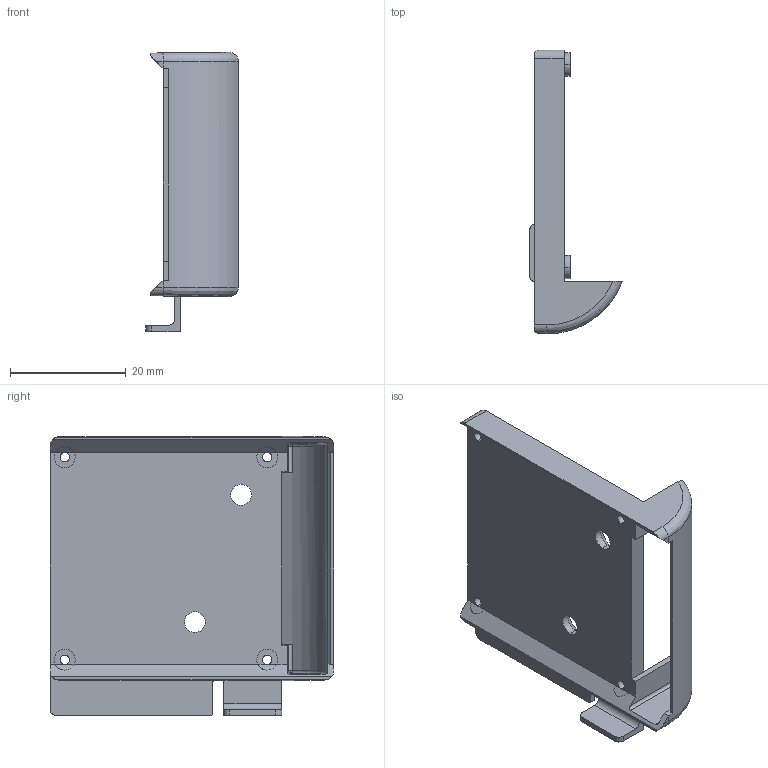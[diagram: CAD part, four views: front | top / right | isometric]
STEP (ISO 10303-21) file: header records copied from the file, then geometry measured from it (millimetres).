
FILE_DESCRIPTION (( 'STEP AP214' ), '1' );
FILE_NAME ('JXHSV06-08021-d fan mounting plate.step', '2023-01-05T07:16:31', ( '微软用户' ), ( '微软中国' ), 'SwSTEP 2.0', 'SolidWorks 2020', '' );
FILE_SCHEMA (( 'AUTOMOTIVE_DESIGN' ));
Length unit declared in the file: millimetre
Products named in the file (1): JXHSV06-08021-d fan mounting plate
Bounding box: 16 x 49 x 48.26 mm (x, y, z)
Volume: 6456.8 mm3; surface area: 6688.8 mm2
Topology: 1 solids, 1 shells, 103 faces, 265 edges, 166 vertices
Faces by surface type: plane 53, cylinder 38, sphere 4, cone 4, bspline 4
Entity records: 3587 total; most frequent: CARTESIAN_POINT 809, ORIENTED_EDGE 530, DIRECTION 491, EDGE_CURVE 265, AXIS2_PLACEMENT_3D 172, VERTEX_POINT 166, VECTOR 147, LINE 147
